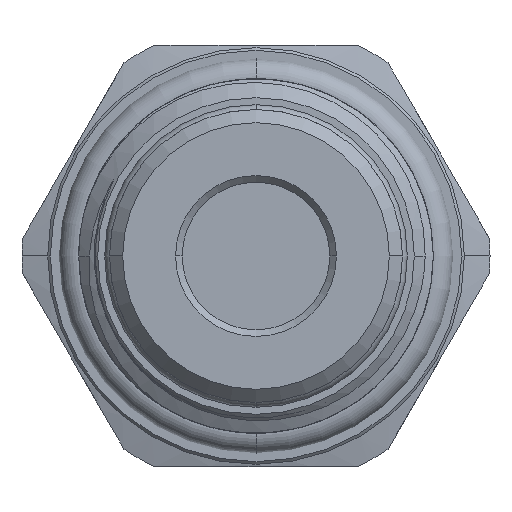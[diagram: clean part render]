
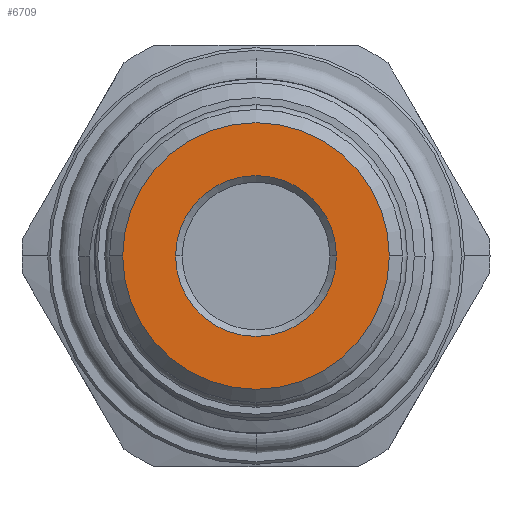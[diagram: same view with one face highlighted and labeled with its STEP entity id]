
A CAD part, left-side view. The second image highlights one B-rep face of the part: STEP entity #6709.
In plain terms, the highlighted planar face has unit normal (-1, 0, 0).
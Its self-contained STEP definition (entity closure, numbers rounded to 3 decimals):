
#136 = AXIS2_PLACEMENT_3D ( 'NONE', #8734, #8832, #4982 ) ;
#161 = VERTEX_POINT ( 'NONE', #360 ) ;
#265 = CARTESIAN_POINT ( 'NONE',  ( -78.1, 10.11, 0. ) ) ;
#360 = CARTESIAN_POINT ( 'NONE',  ( -78.1, 6.1, 0. ) ) ;
#400 = CIRCLE ( 'NONE', #9546, 6.1 ) ;
#469 = AXIS2_PLACEMENT_3D ( 'NONE', #5240, #2253, #626 ) ;
#626 = DIRECTION ( 'NONE',  ( 0., 1., 0. ) ) ;
#680 = EDGE_CURVE ( 'NONE', #1731, #2295, #2377, .T. ) ;
#967 = AXIS2_PLACEMENT_3D ( 'NONE', #4050, #1708, #3980 ) ;
#1259 = CARTESIAN_POINT ( 'NONE',  ( -78.1, 0., 0. ) ) ;
#1280 = CARTESIAN_POINT ( 'NONE',  ( -78.1, -10.11, 0. ) ) ;
#1708 = DIRECTION ( 'NONE',  ( 1., 0., 0. ) ) ;
#1731 = VERTEX_POINT ( 'NONE', #265 ) ;
#2019 = EDGE_CURVE ( 'NONE', #2295, #1731, #4890, .T. ) ;
#2054 = DIRECTION ( 'NONE',  ( 1., 0., 0. ) ) ;
#2253 = DIRECTION ( 'NONE',  ( -1., 0., 0. ) ) ;
#2295 = VERTEX_POINT ( 'NONE', #1280 ) ;
#2377 = CIRCLE ( 'NONE', #2931, 10.11 ) ;
#2931 = AXIS2_PLACEMENT_3D ( 'NONE', #8847, #4240, #4185 ) ;
#2940 = CIRCLE ( 'NONE', #967, 6.1 ) ;
#3980 = DIRECTION ( 'NONE',  ( 0., 1., 0. ) ) ;
#4050 = CARTESIAN_POINT ( 'NONE',  ( -78.1, 0., 0. ) ) ;
#4185 = DIRECTION ( 'NONE',  ( 0., 1., 0. ) ) ;
#4240 = DIRECTION ( 'NONE',  ( -1., 0., 0. ) ) ;
#4374 = DIRECTION ( 'NONE',  ( 0., 1., 0. ) ) ;
#4890 = CIRCLE ( 'NONE', #136, 10.11 ) ;
#4982 = DIRECTION ( 'NONE',  ( 0., 1., 0. ) ) ;
#5240 = CARTESIAN_POINT ( 'NONE',  ( -78.1, 0., 0. ) ) ;
#5328 = VERTEX_POINT ( 'NONE', #8629 ) ;
#5814 = ORIENTED_EDGE ( 'NONE', *, *, #680, .T. ) ;
#6400 = ORIENTED_EDGE ( 'NONE', *, *, #2019, .T. ) ;
#6709 = ADVANCED_FACE ( 'NONE', ( #7418, #9612 ), #9877, .T. ) ;
#6791 = EDGE_CURVE ( 'NONE', #161, #5328, #2940, .T. ) ;
#7002 = ORIENTED_EDGE ( 'NONE', *, *, #8503, .T. ) ;
#7418 = FACE_BOUND ( 'NONE', #8192, .T. ) ;
#7736 = EDGE_LOOP ( 'NONE', ( #6400, #5814 ) ) ;
#8192 = EDGE_LOOP ( 'NONE', ( #9961, #7002 ) ) ;
#8503 = EDGE_CURVE ( 'NONE', #5328, #161, #400, .T. ) ;
#8629 = CARTESIAN_POINT ( 'NONE',  ( -78.1, -6.1, 0. ) ) ;
#8734 = CARTESIAN_POINT ( 'NONE',  ( -78.1, 0., 0. ) ) ;
#8832 = DIRECTION ( 'NONE',  ( -1., 0., 0. ) ) ;
#8847 = CARTESIAN_POINT ( 'NONE',  ( -78.1, 0., 0. ) ) ;
#9546 = AXIS2_PLACEMENT_3D ( 'NONE', #1259, #2054, #4374 ) ;
#9612 = FACE_OUTER_BOUND ( 'NONE', #7736, .T. ) ;
#9877 = PLANE ( 'NONE',  #469 ) ;
#9961 = ORIENTED_EDGE ( 'NONE', *, *, #6791, .T. ) ;
